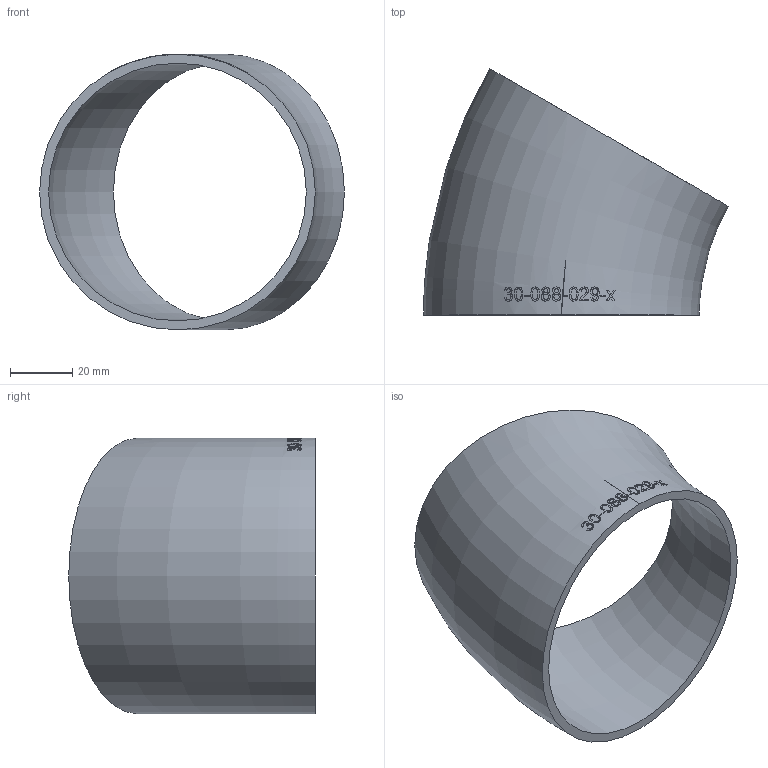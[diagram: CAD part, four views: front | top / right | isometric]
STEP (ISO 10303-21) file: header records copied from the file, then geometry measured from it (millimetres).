
FILE_DESCRIPTION (( 'STEP AP214' ), '1' );
FILE_NAME ('30-088-029-x Bogen 2004.STEP', '2020-04-22T07:34:00', ( '' ), ( '' ), 'SwSTEP 2.0', 'SolidWorks 2019', '' );
FILE_SCHEMA (( 'AUTOMOTIVE_DESIGN' ));
Length unit declared in the file: millimetre
Products named in the file (1): 30-088-029-x Bogen 2004
Bounding box: 98.28 x 79.47 x 88.9 mm (x, y, z)
Volume: 46971.3 mm3; surface area: 33969.7 mm2
Topology: 1 solids, 1 shells, 157 faces, 406 edges, 271 vertices
Faces by surface type: bspline 133, torus 22, plane 2
Entity records: 27914 total; most frequent: CARTESIAN_POINT 23636, ORIENTED_EDGE 806, EDGE_CURVE 403, B_SPLINE_CURVE_WITH_KNOTS 399, VERTEX_POINT 270, EDGE_LOOP 181, FACE_OUTER_BOUND 159, ADVANCED_FACE 157
